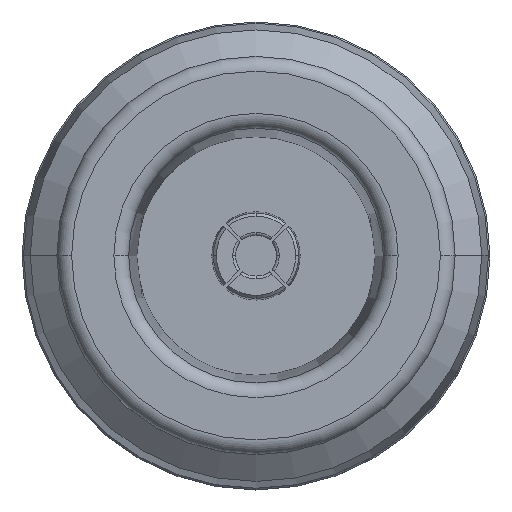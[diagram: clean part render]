
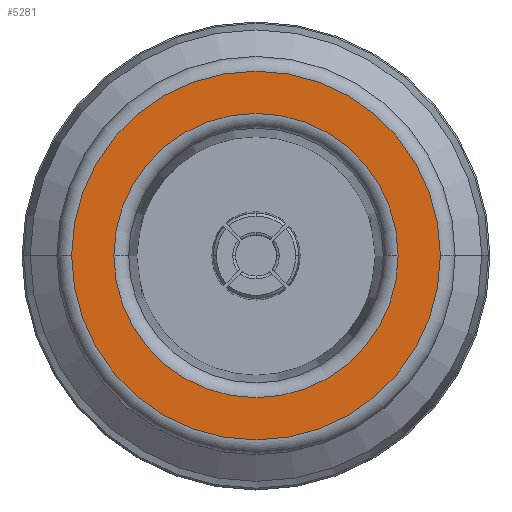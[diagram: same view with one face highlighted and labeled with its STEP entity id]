
A CAD part, top view. The second image highlights one B-rep face of the part: STEP entity #5281.
In plain terms, the highlighted planar face has unit normal (0, 0, 1).
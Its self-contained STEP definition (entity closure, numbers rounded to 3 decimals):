
#592 = ORIENTED_EDGE ( 'NONE', *, *, #4929, .T. ) ;
#825 = ORIENTED_EDGE ( 'NONE', *, *, #3920, .F. ) ;
#1313 = VERTEX_POINT ( 'NONE', #4310 ) ;
#1324 = PLANE ( 'NONE',  #5831 ) ;
#1354 = DIRECTION ( 'NONE',  ( -1., 0., 0. ) ) ;
#1499 = DIRECTION ( 'NONE',  ( 0., 0., 1. ) ) ;
#1566 = CIRCLE ( 'NONE', #4899, 6.225 ) ;
#1571 = DIRECTION ( 'NONE',  ( 1., 0., 0. ) ) ;
#1582 = VERTEX_POINT ( 'NONE', #3719 ) ;
#1928 = DIRECTION ( 'NONE',  ( 1., 0., 0. ) ) ;
#1976 = DIRECTION ( 'NONE',  ( 0., 0., 1. ) ) ;
#2052 = ORIENTED_EDGE ( 'NONE', *, *, #5805, .T. ) ;
#2076 = DIRECTION ( 'NONE',  ( 1., 0., 0. ) ) ;
#2373 = CARTESIAN_POINT ( 'NONE',  ( 0., 5.5, 0. ) ) ;
#2436 = EDGE_CURVE ( 'NONE', #1313, #5181, #3029, .T. ) ;
#2574 = AXIS2_PLACEMENT_3D ( 'NONE', #6450, #3469, #1571 ) ;
#2793 = EDGE_LOOP ( 'NONE', ( #825, #5154 ) ) ;
#2868 = FACE_OUTER_BOUND ( 'NONE', #4136, .T. ) ;
#2972 = CIRCLE ( 'NONE', #2574, 4.8 ) ;
#3029 = CIRCLE ( 'NONE', #3846, 4.8 ) ;
#3073 = DIRECTION ( 'NONE',  ( 0., 0., 1. ) ) ;
#3173 = DIRECTION ( 'NONE',  ( 1., 0., 0. ) ) ;
#3469 = DIRECTION ( 'NONE',  ( 0., 0., 1. ) ) ;
#3719 = CARTESIAN_POINT ( 'NONE',  ( -6.225, 0., 0. ) ) ;
#3793 = DIRECTION ( 'NONE',  ( 0., 0., -1. ) ) ;
#3846 = AXIS2_PLACEMENT_3D ( 'NONE', #6028, #1976, #2076 ) ;
#3920 = EDGE_CURVE ( 'NONE', #5181, #1313, #2972, .T. ) ;
#4136 = EDGE_LOOP ( 'NONE', ( #2052, #592 ) ) ;
#4310 = CARTESIAN_POINT ( 'NONE',  ( -4.8, 0., 0. ) ) ;
#4367 = CIRCLE ( 'NONE', #6265, 6.225 ) ;
#4421 = CARTESIAN_POINT ( 'NONE',  ( 0., 0., 0. ) ) ;
#4899 = AXIS2_PLACEMENT_3D ( 'NONE', #5644, #3073, #3173 ) ;
#4929 = EDGE_CURVE ( 'NONE', #1582, #5218, #1566, .T. ) ;
#5154 = ORIENTED_EDGE ( 'NONE', *, *, #2436, .F. ) ;
#5181 = VERTEX_POINT ( 'NONE', #5590 ) ;
#5218 = VERTEX_POINT ( 'NONE', #5693 ) ;
#5281 = ADVANCED_FACE ( 'NONE', ( #2868, #6353 ), #1324, .F. ) ;
#5590 = CARTESIAN_POINT ( 'NONE',  ( 4.8, 0., 0. ) ) ;
#5644 = CARTESIAN_POINT ( 'NONE',  ( 0., 0., 0. ) ) ;
#5693 = CARTESIAN_POINT ( 'NONE',  ( 6.225, 0., 0. ) ) ;
#5805 = EDGE_CURVE ( 'NONE', #5218, #1582, #4367, .T. ) ;
#5831 = AXIS2_PLACEMENT_3D ( 'NONE', #2373, #3793, #1354 ) ;
#6028 = CARTESIAN_POINT ( 'NONE',  ( 0., 0., 0. ) ) ;
#6265 = AXIS2_PLACEMENT_3D ( 'NONE', #4421, #1499, #1928 ) ;
#6353 = FACE_BOUND ( 'NONE', #2793, .T. ) ;
#6450 = CARTESIAN_POINT ( 'NONE',  ( 0., 0., 0. ) ) ;
